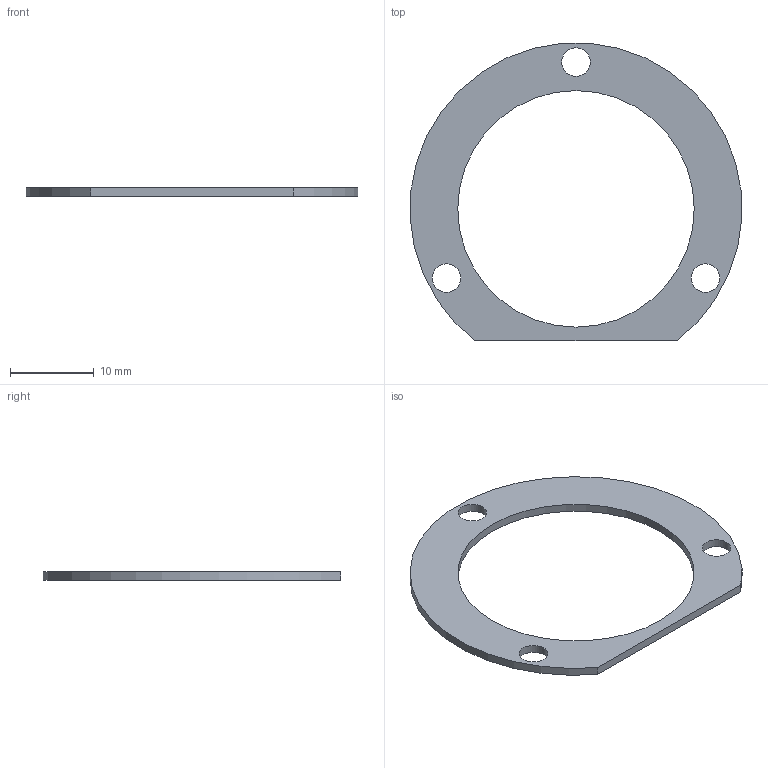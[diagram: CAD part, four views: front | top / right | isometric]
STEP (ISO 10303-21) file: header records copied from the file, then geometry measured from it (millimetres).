
FILE_DESCRIPTION(/* description */ (''),/* implementation_level */ '2;1');
FILE_NAME(/* name */ 'ThermalIsolationObjectiveHolder.stp',/* time_stamp */ '2021-08-30T16:46:38+02:00',/* author */ ('Charlene Brillard'),/* organization */ (''),/* preprocessor_version */ 'ST-DEVELOPER v16.5',/* originating_system */ 'Autodesk Inventor 2017',/* authorisation */ '');
FILE_SCHEMA (('AUTOMOTIVE_DESIGN { 1 0 10303 214 3 1 1 }'));
Length unit declared in the file: millimetre
Products named in the file (1): ThermalIsolationObjectiveHolder
Bounding box: 39.53 x 35.43 x 1 mm (x, y, z)
Volume: 512.4 mm3; surface area: 1267.9 mm2
Topology: 1 solids, 1 shells, 8 faces, 18 edges, 12 vertices
Faces by surface type: cylinder 5, plane 3
Full cylindrical faces by diameter (mm): 3.4 x3, 28.2 x1
Entity records: 258 total; most frequent: DIRECTION 42, CARTESIAN_POINT 35, ORIENTED_EDGE 28, EDGE_LOOP 20, AXIS2_PLACEMENT_3D 19, EDGE_CURVE 14, FACE_BOUND 12, VERTEX_POINT 12
